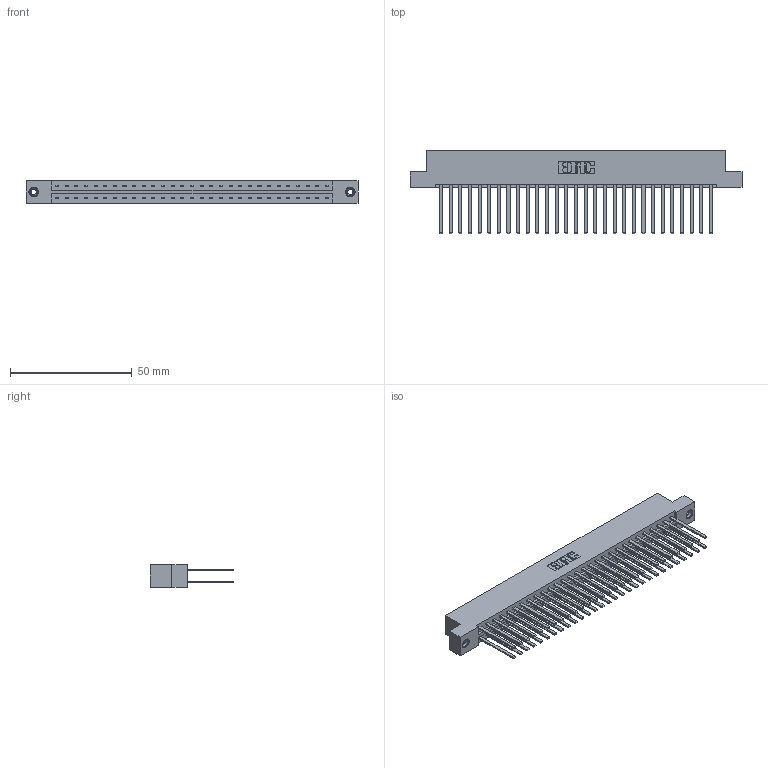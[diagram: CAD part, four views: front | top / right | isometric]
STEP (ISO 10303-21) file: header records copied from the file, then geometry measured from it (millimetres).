
FILE_DESCRIPTION (( 'STEP AP203' ), '1' );
FILE_NAME ('833-058-544-208.STEP', '2020-06-05T00:53:44', ( '' ), ( '' ), 'SwSTEP 2.0', 'SolidWorks 2020', '' );
FILE_SCHEMA (( 'CONFIG_CONTROL_DESIGN' ));
Length unit declared in the file: inch
Products named in the file (4): 345-292-001_345-293-144; 345-250-001_345-250-003-102; 833 Part_Flush - .156 Dia - TI; 833-058-544-208
Assembly tree (61 placements, depth 2):
  833-058-544-208
    833 Part_Flush - .156 Dia - TI
    345-292-001_345-293-144  x58
    345-250-001_345-250-003-102  x2
Bounding box: 136.45 x 34.3 x 9.4 mm (x, y, z)
Volume: 14615.6 mm3; surface area: 19779.2 mm2
Topology: 61 solids, 61 shells, 2842 faces, 8393 edges, 5510 vertices
Faces by surface type: plane 1958, cylinder 868, cone 12, torus 4
Entity records: 21340 total; most frequent: CARTESIAN_POINT 3533, ORIENTED_EDGE 3462, DIRECTION 3069, EDGE_CURVE 1731, LINE 1587, VECTOR 1587, VERTEX_POINT 1148, AXIS2_PLACEMENT_3D 741
